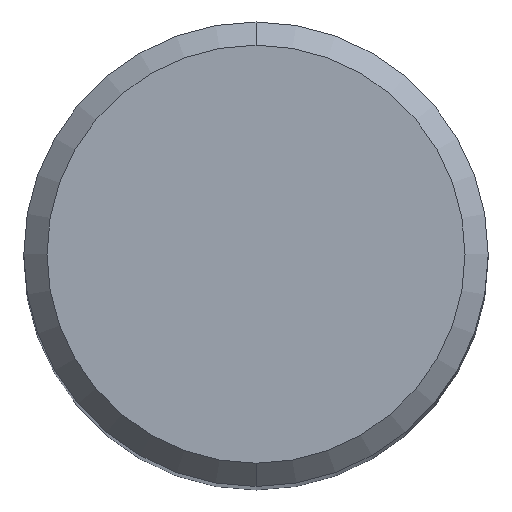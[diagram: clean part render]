
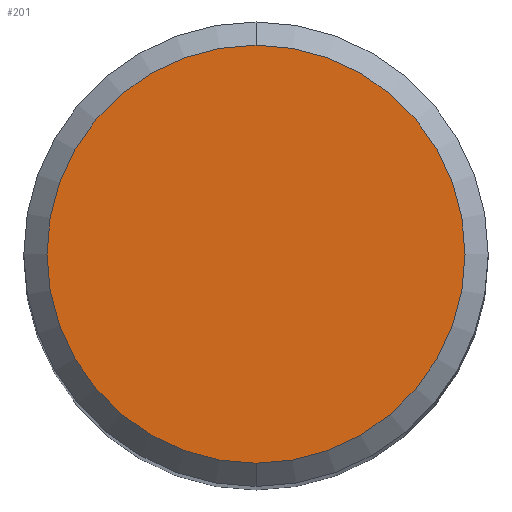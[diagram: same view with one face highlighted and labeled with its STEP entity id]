
A CAD part, top view. The second image highlights one B-rep face of the part: STEP entity #201.
In plain terms, the highlighted planar face has unit normal (0, 0, 1).
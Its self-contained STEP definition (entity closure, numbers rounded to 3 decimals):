
#201=ADVANCED_FACE('',(#496),#497,.T.);
#215=EDGE_CURVE('',#251,#339,#511,.T.);
#251=VERTEX_POINT('',#552);
#339=VERTEX_POINT('',#647);
#435=EDGE_CURVE('',#339,#251,#754,.T.);
#496=FACE_OUTER_BOUND('',#817,.T.);
#497=PLANE('',#818);
#511=CIRCLE('',#888,3.6);
#552=CARTESIAN_POINT('',(0.,-3.6,0.0));
#647=CARTESIAN_POINT('',(0.0,3.6,0.0));
#754=CIRCLE('',#1383,3.6);
#817=EDGE_LOOP('',(#1448,#1449));
#818=AXIS2_PLACEMENT_3D('',#1450,#1451,#1452);
#888=AXIS2_PLACEMENT_3D('',#1460,#1461,#1462);
#1383=AXIS2_PLACEMENT_3D('',#1723,#1724,#1725);
#1448=ORIENTED_EDGE('',*,*,#435,.F.);
#1449=ORIENTED_EDGE('',*,*,#215,.F.);
#1450=CARTESIAN_POINT('',(0.0,1.8,0.0));
#1451=DIRECTION('',(-0.0,0.0,1.0));
#1452=DIRECTION('',(0.0,-1.0,0.0));
#1460=CARTESIAN_POINT('',(0.0,0.0,0.0));
#1461=DIRECTION('',(0.0,0.0,-1.0));
#1462=DIRECTION('',(0.0,1.0,0.0));
#1723=CARTESIAN_POINT('',(0.0,0.0,0.0));
#1724=DIRECTION('',(0.0,0.0,-1.0));
#1725=DIRECTION('',(0.0,1.0,0.0));
